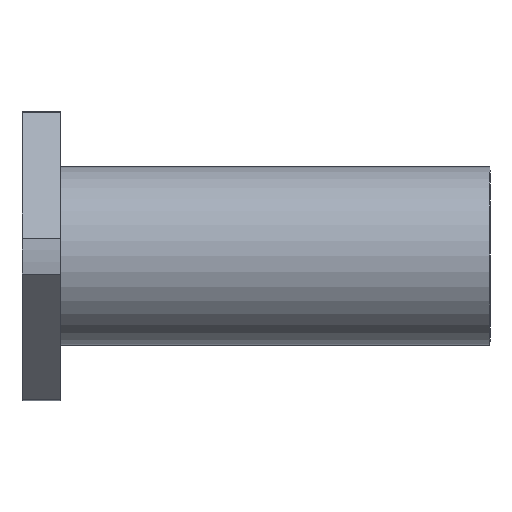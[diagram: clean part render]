
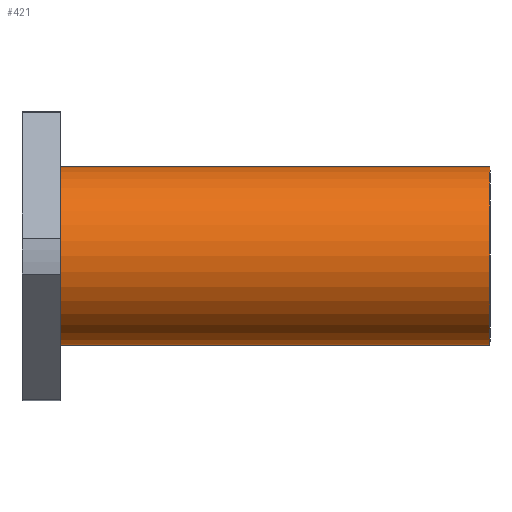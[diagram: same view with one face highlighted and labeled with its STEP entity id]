
A CAD part, front view. The second image highlights one B-rep face of the part: STEP entity #421.
In plain terms, the highlighted cylindrical face has radius 23.5 mm (diameter 47 mm), a partial arc.
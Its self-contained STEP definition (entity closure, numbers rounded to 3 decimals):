
#2 = CARTESIAN_POINT ( 'NONE',  ( 123., 0., 0. ) ) ;
#222 = EDGE_LOOP ( 'NONE', ( #373, #374, #404, #405 ) ) ;
#260 = LINE ( 'NONE', #976, #267 ) ;
#267 = VECTOR ( 'NONE', #979, 1000. ) ;
#283 = CIRCLE ( 'NONE', #447, 23.5 ) ;
#324 = FACE_OUTER_BOUND ( 'NONE', #222, .T. ) ;
#355 = CYLINDRICAL_SURFACE ( 'NONE', #563, 23.5 ) ;
#373 = ORIENTED_EDGE ( 'NONE', *, *, #506, .F. ) ;
#374 = ORIENTED_EDGE ( 'NONE', *, *, #528, .T. ) ;
#404 = ORIENTED_EDGE ( 'NONE', *, *, #490, .T. ) ;
#405 = ORIENTED_EDGE ( 'NONE', *, *, #461, .F. ) ;
#419 = LINE ( 'NONE', #1018, #1417 ) ;
#421 = ADVANCED_FACE ( 'NONE', ( #324 ), #355, .T. ) ;
#447 = AXIS2_PLACEMENT_3D ( 'NONE', #903, #904, #905 ) ;
#461 = EDGE_CURVE ( 'NONE', #755, #754, #283, .T. ) ;
#490 = EDGE_CURVE ( 'NONE', #759, #754, #260, .T. ) ;
#506 = EDGE_CURVE ( 'NONE', #758, #755, #419, .T. ) ;
#528 = EDGE_CURVE ( 'NONE', #758, #759, #1449, .T. ) ;
#563 = AXIS2_PLACEMENT_3D ( 'NONE', #816, #738, #736 ) ;
#620 = AXIS2_PLACEMENT_3D ( 'NONE', #2, #1076, #1077 ) ;
#736 = DIRECTION ( 'NONE',  ( 0., 0., 1. ) ) ;
#738 = DIRECTION ( 'NONE',  ( -1., 0., 0. ) ) ;
#754 = VERTEX_POINT ( 'NONE', #1348 ) ;
#755 = VERTEX_POINT ( 'NONE', #1349 ) ;
#758 = VERTEX_POINT ( 'NONE', #1352 ) ;
#759 = VERTEX_POINT ( 'NONE', #1353 ) ;
#816 = CARTESIAN_POINT ( 'NONE',  ( 0., 0., 0. ) ) ;
#903 = CARTESIAN_POINT ( 'NONE',  ( 10., 0., 0. ) ) ;
#904 = DIRECTION ( 'NONE',  ( -1., 0., 0. ) ) ;
#905 = DIRECTION ( 'NONE',  ( 0., 0., 1. ) ) ;
#976 = CARTESIAN_POINT ( 'NONE',  ( 0., 0., 23.5 ) ) ;
#979 = DIRECTION ( 'NONE',  ( -1., 0., 0. ) ) ;
#1018 = CARTESIAN_POINT ( 'NONE',  ( 0., 0., -23.5 ) ) ;
#1019 = DIRECTION ( 'NONE',  ( -1., 0., 0. ) ) ;
#1076 = DIRECTION ( 'NONE',  ( -1., 0., 0. ) ) ;
#1077 = DIRECTION ( 'NONE',  ( 0., 0., 1. ) ) ;
#1348 = CARTESIAN_POINT ( 'NONE',  ( 10., 0., 23.5 ) ) ;
#1349 = CARTESIAN_POINT ( 'NONE',  ( 10., 0., -23.5 ) ) ;
#1352 = CARTESIAN_POINT ( 'NONE',  ( 123., 0., -23.5 ) ) ;
#1353 = CARTESIAN_POINT ( 'NONE',  ( 123., 0., 23.5 ) ) ;
#1417 = VECTOR ( 'NONE', #1019, 1000. ) ;
#1449 = CIRCLE ( 'NONE', #620, 23.5 ) ;
